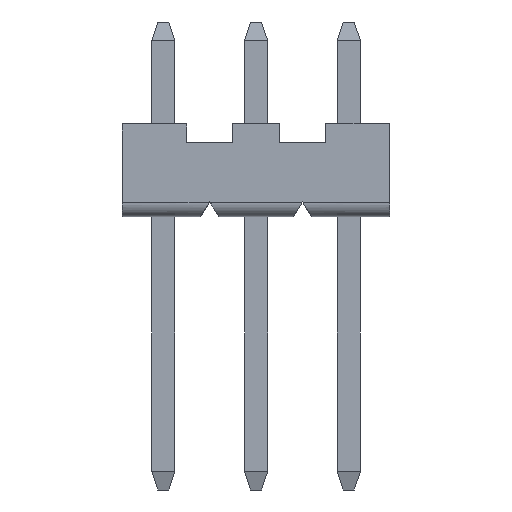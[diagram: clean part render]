
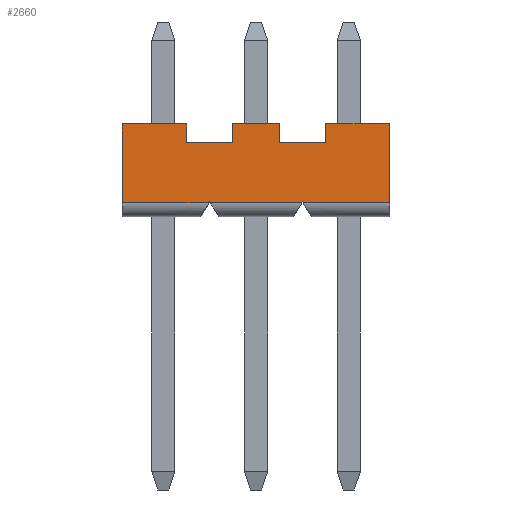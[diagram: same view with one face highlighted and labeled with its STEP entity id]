
A CAD part, front view. The second image highlights one B-rep face of the part: STEP entity #2660.
In plain terms, the highlighted planar face has unit normal (0, -1, 0).
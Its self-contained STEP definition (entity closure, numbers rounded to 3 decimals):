
#101=DIRECTION('',(0.,0.,-1.));
#102=VECTOR('',#101,2.159);
#103=CARTESIAN_POINT('',(-3.66,-1.168,0.));
#104=LINE('',#103,#102);
#444=DIRECTION('',(0.,0.,-1.));
#445=VECTOR('',#444,2.159);
#446=CARTESIAN_POINT('',(3.66,-1.168,0.));
#447=LINE('',#446,#445);
#844=DIRECTION('',(0.,0.,-1.));
#845=VECTOR('',#844,0.508);
#846=CARTESIAN_POINT('',(-0.633,-1.168,0.));
#847=LINE('',#846,#845);
#848=DIRECTION('',(1.,0.,0.));
#849=VECTOR('',#848,1.27);
#850=CARTESIAN_POINT('',(-0.633,-1.168,0.));
#851=LINE('',#850,#849);
#852=DIRECTION('',(0.,0.,-1.));
#853=VECTOR('',#852,0.508);
#854=CARTESIAN_POINT('',(0.637,-1.168,0.));
#855=LINE('',#854,#853);
#856=DIRECTION('',(-1.,0.,0.));
#857=VECTOR('',#856,1.27);
#858=CARTESIAN_POINT('',(1.907,-1.168,-0.508));
#859=LINE('',#858,#857);
#860=DIRECTION('',(0.,0.,-1.));
#861=VECTOR('',#860,0.508);
#862=CARTESIAN_POINT('',(1.907,-1.168,0.));
#863=LINE('',#862,#861);
#864=DIRECTION('',(1.,0.,0.));
#865=VECTOR('',#864,1.753);
#866=CARTESIAN_POINT('',(1.907,-1.168,0.));
#867=LINE('',#866,#865);
#868=DIRECTION('',(-1.,0.,0.));
#869=VECTOR('',#868,2.372);
#870=CARTESIAN_POINT('',(3.66,-1.168,-2.159));
#871=LINE('',#870,#869);
#872=DIRECTION('',(0.53,0.,-0.848));
#873=VECTOR('',#872,0.03);
#874=CARTESIAN_POINT('',(1.272,-1.168,-2.134));
#875=LINE('',#874,#873);
#876=DIRECTION('',(0.53,0.,0.848));
#877=VECTOR('',#876,0.03);
#878=CARTESIAN_POINT('',(1.257,-1.168,-2.159));
#879=LINE('',#878,#877);
#880=DIRECTION('',(-1.,0.,0.));
#881=VECTOR('',#880,2.508);
#882=CARTESIAN_POINT('',(1.257,-1.168,-2.159));
#883=LINE('',#882,#881);
#884=DIRECTION('',(-0.53,0.,0.848));
#885=VECTOR('',#884,0.03);
#886=CARTESIAN_POINT('',(-1.252,-1.168,-2.159));
#887=LINE('',#886,#885);
#888=DIRECTION('',(0.53,0.,0.848));
#889=VECTOR('',#888,0.03);
#890=CARTESIAN_POINT('',(-1.283,-1.168,-2.159));
#891=LINE('',#890,#889);
#892=DIRECTION('',(-1.,0.,0.));
#893=VECTOR('',#892,2.377);
#894=CARTESIAN_POINT('',(-1.283,-1.168,-2.159));
#895=LINE('',#894,#893);
#896=DIRECTION('',(1.,0.,0.));
#897=VECTOR('',#896,1.757);
#898=CARTESIAN_POINT('',(-3.66,-1.168,0.));
#899=LINE('',#898,#897);
#900=DIRECTION('',(0.,0.,-1.));
#901=VECTOR('',#900,0.508);
#902=CARTESIAN_POINT('',(-1.903,-1.168,0.));
#903=LINE('',#902,#901);
#904=DIRECTION('',(-1.,0.,0.));
#905=VECTOR('',#904,1.27);
#906=CARTESIAN_POINT('',(-0.633,-1.168,-0.508));
#907=LINE('',#906,#905);
#1337=CARTESIAN_POINT('',(-3.66,-1.168,0.));
#1339=VERTEX_POINT('',#1337);
#1345=CARTESIAN_POINT('',(3.66,-1.168,0.));
#1347=VERTEX_POINT('',#1345);
#1402=CARTESIAN_POINT('',(1.257,-1.168,-2.159));
#1403=CARTESIAN_POINT('',(1.272,-1.168,-2.134));
#1404=VERTEX_POINT('',#1402);
#1405=VERTEX_POINT('',#1403);
#1406=CARTESIAN_POINT('',(1.288,-1.168,-2.159));
#1407=VERTEX_POINT('',#1406);
#1452=CARTESIAN_POINT('',(1.907,-1.168,0.));
#1453=VERTEX_POINT('',#1452);
#1454=CARTESIAN_POINT('',(0.637,-1.168,0.));
#1455=VERTEX_POINT('',#1454);
#1456=CARTESIAN_POINT('',(1.907,-1.168,-0.508));
#1457=VERTEX_POINT('',#1456);
#1458=CARTESIAN_POINT('',(0.637,-1.168,-0.508));
#1459=VERTEX_POINT('',#1458);
#1549=CARTESIAN_POINT('',(-3.66,-1.168,-2.159));
#1551=VERTEX_POINT('',#1549);
#1552=CARTESIAN_POINT('',(3.66,-1.168,-2.159));
#1554=VERTEX_POINT('',#1552);
#1633=CARTESIAN_POINT('',(-0.633,-1.168,-0.508));
#1635=VERTEX_POINT('',#1633);
#1641=CARTESIAN_POINT('',(-1.903,-1.168,-0.508));
#1643=VERTEX_POINT('',#1641);
#1650=CARTESIAN_POINT('',(-1.283,-1.168,-2.159));
#1651=CARTESIAN_POINT('',(-1.268,-1.168,-2.134));
#1652=VERTEX_POINT('',#1650);
#1653=VERTEX_POINT('',#1651);
#1654=CARTESIAN_POINT('',(-1.252,-1.168,-2.159));
#1655=VERTEX_POINT('',#1654);
#1692=CARTESIAN_POINT('',(-0.633,-1.168,0.));
#1693=VERTEX_POINT('',#1692);
#1694=CARTESIAN_POINT('',(-1.903,-1.168,0.));
#1695=VERTEX_POINT('',#1694);
#2628=CARTESIAN_POINT('',(-3.66,-1.168,0.));
#2629=DIRECTION('',(0.,-1.,0.));
#2630=DIRECTION('',(0.,0.,-1.));
#2631=AXIS2_PLACEMENT_3D('',#2628,#2629,#2630);
#2632=PLANE('',#2631);
#2633=ORIENTED_EDGE('',*,*,#2110,.F.);
#2634=ORIENTED_EDGE('',*,*,#2609,.T.);
#2635=ORIENTED_EDGE('',*,*,#2541,.T.);
#2636=ORIENTED_EDGE('',*,*,#1886,.F.);
#2637=ORIENTED_EDGE('',*,*,#2040,.F.);
#2638=ORIENTED_EDGE('',*,*,#2596,.T.);
#2639=ORIENTED_EDGE('',*,*,#2167,.T.);
#2641=ORIENTED_EDGE('',*,*,#2640,.T.);
#2642=ORIENTED_EDGE('',*,*,#1809,.F.);
#2644=ORIENTED_EDGE('',*,*,#2643,.F.);
#2646=ORIENTED_EDGE('',*,*,#2645,.T.);
#2648=ORIENTED_EDGE('',*,*,#2647,.T.);
#2650=ORIENTED_EDGE('',*,*,#2649,.F.);
#2652=ORIENTED_EDGE('',*,*,#2651,.T.);
#2653=ORIENTED_EDGE('',*,*,#1727,.F.);
#2654=ORIENTED_EDGE('',*,*,#2621,.T.);
#2656=ORIENTED_EDGE('',*,*,#2655,.T.);
#2657=ORIENTED_EDGE('',*,*,#1844,.F.);
#2658=EDGE_LOOP('',(#2633,#2634,#2635,#2636,#2637,#2638,#2639,#2641,#2642,#2644,
#2646,#2648,#2650,#2652,#2653,#2654,#2656,#2657));
#2659=FACE_OUTER_BOUND('',#2658,.F.);
#2660=ADVANCED_FACE('',(#2659),#2632,.T.);
#1727=EDGE_CURVE('',#1339,#1551,#104,.T.);
#1809=EDGE_CURVE('',#1405,#1407,#875,.T.);
#1844=EDGE_CURVE('',#1635,#1643,#907,.T.);
#1886=EDGE_CURVE('',#1457,#1459,#859,.T.);
#2040=EDGE_CURVE('',#1453,#1457,#863,.T.);
#2110=EDGE_CURVE('',#1693,#1635,#847,.T.);
#2167=EDGE_CURVE('',#1347,#1554,#447,.T.);
#2541=EDGE_CURVE('',#1455,#1459,#855,.T.);
#2596=EDGE_CURVE('',#1453,#1347,#867,.T.);
#2609=EDGE_CURVE('',#1693,#1455,#851,.T.);
#2621=EDGE_CURVE('',#1339,#1695,#899,.T.);
#2640=EDGE_CURVE('',#1554,#1407,#871,.T.);
#2643=EDGE_CURVE('',#1404,#1405,#879,.T.);
#2645=EDGE_CURVE('',#1404,#1655,#883,.T.);
#2647=EDGE_CURVE('',#1655,#1653,#887,.T.);
#2649=EDGE_CURVE('',#1652,#1653,#891,.T.);
#2651=EDGE_CURVE('',#1652,#1551,#895,.T.);
#2655=EDGE_CURVE('',#1695,#1643,#903,.T.);
